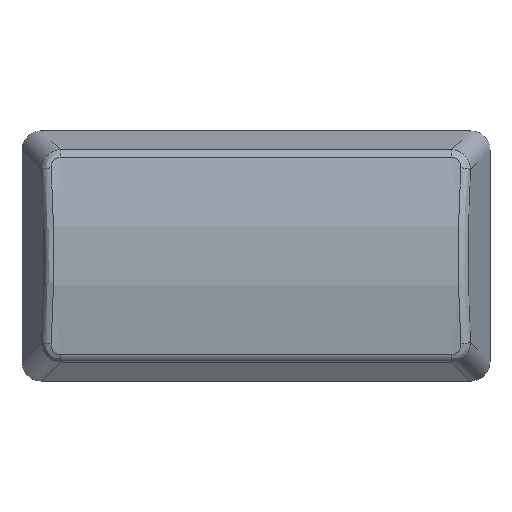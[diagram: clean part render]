
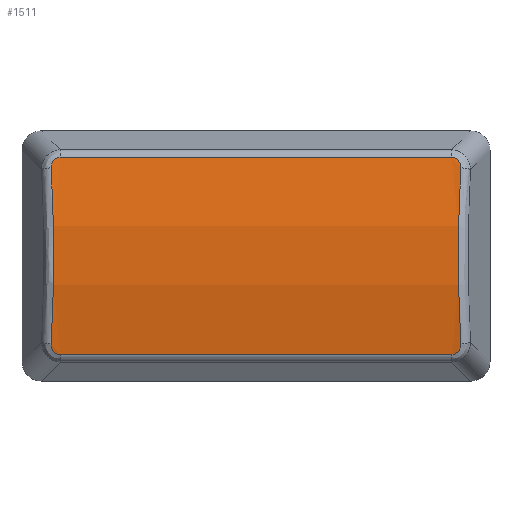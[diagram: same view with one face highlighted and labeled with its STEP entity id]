
A CAD part, top view. The second image highlights one B-rep face of the part: STEP entity #1511.
In plain terms, the highlighted free-form (B-spline) face has degree [3, 1] with [4, 2] control points.
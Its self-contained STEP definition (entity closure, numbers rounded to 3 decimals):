
#1367=CARTESIAN_POINT('',(-86.941,-219.608,1.845));
#1368=CARTESIAN_POINT('',(-61.559,-219.608,1.845));
#1369=CARTESIAN_POINT('',(-86.941,-215.536,2.718));
#1370=CARTESIAN_POINT('',(-61.559,-215.536,2.718));
#1371=CARTESIAN_POINT('',(-86.941,-211.464,2.718));
#1372=CARTESIAN_POINT('',(-61.559,-211.464,2.718));
#1373=CARTESIAN_POINT('',(-86.941,-207.392,1.845));
#1374=CARTESIAN_POINT('',(-61.559,-207.392,1.845));
#1375=B_SPLINE_SURFACE_WITH_KNOTS('',3,1,((#1367,#1368),(#1369,#1370),(#1371,#1372),(#1373,#1374)),.UNSPECIFIED.,.F.,.F.,.U.,(4,4),(2,2),(0.095,0.905),(0.147,0.853),.UNSPECIFIED.);
#1376=CARTESIAN_POINT('',(-61.562,-208.043,1.978));
#1377=VERTEX_POINT('',#1376);
#1378=CARTESIAN_POINT('',(-62.121,-207.392,1.845));
#1379=VERTEX_POINT('',#1378);
#1380=CARTESIAN_POINT('',(-61.562,-208.043,1.978));
#1381=CARTESIAN_POINT('',(-61.557,-207.962,1.962));
#1382=CARTESIAN_POINT('',(-61.565,-207.881,1.946));
#1383=CARTESIAN_POINT('',(-61.588,-207.803,1.931));
#1384=CARTESIAN_POINT('',(-61.599,-207.764,1.923));
#1385=CARTESIAN_POINT('',(-61.614,-207.727,1.915));
#1386=CARTESIAN_POINT('',(-61.632,-207.691,1.908));
#1387=CARTESIAN_POINT('',(-61.651,-207.655,1.901));
#1388=CARTESIAN_POINT('',(-61.673,-207.621,1.894));
#1389=CARTESIAN_POINT('',(-61.699,-207.59,1.887));
#1390=CARTESIAN_POINT('',(-61.749,-207.528,1.874));
#1391=CARTESIAN_POINT('',(-61.814,-207.477,1.864));
#1392=CARTESIAN_POINT('',(-61.887,-207.443,1.856));
#1393=CARTESIAN_POINT('',(-61.924,-207.426,1.853));
#1394=CARTESIAN_POINT('',(-61.962,-207.413,1.85));
#1395=CARTESIAN_POINT('',(-62.002,-207.404,1.848));
#1396=CARTESIAN_POINT('',(-62.041,-207.396,1.846));
#1397=CARTESIAN_POINT('',(-62.081,-207.392,1.845));
#1398=CARTESIAN_POINT('',(-62.121,-207.392,1.845));
#1399=B_SPLINE_CURVE_WITH_KNOTS('',3,(#1380,#1381,#1382,#1383,#1384,#1385,#1386,#1387,#1388,#1389,#1390,#1391,#1392,#1393,#1394,#1395,#1396,#1397,#1398),.UNSPECIFIED.,.F.,.F.,(4,3,3,3,3,3,4),(0.,0.,0.,0.,0.001,0.001,0.001),.UNSPECIFIED.);
#1400=EDGE_CURVE('',#1377,#1379,#1399,.T.);
#1401=ORIENTED_EDGE('',*,*,#1400,.T.);
#1402=CARTESIAN_POINT('',(-86.379,-207.392,1.845));
#1403=VERTEX_POINT('',#1402);
#1404=CARTESIAN_POINT('',(-62.121,-207.392,1.845));
#1405=DIRECTION('',(-1.,-0.,0.));
#1406=VECTOR('',#1405,24.257);
#1407=LINE('',#1404,#1406);
#1408=EDGE_CURVE('',#1379,#1403,#1407,.T.);
#1409=ORIENTED_EDGE('',*,*,#1408,.T.);
#1410=CARTESIAN_POINT('',(-86.938,-208.043,1.978));
#1411=VERTEX_POINT('',#1410);
#1412=CARTESIAN_POINT('',(-86.379,-207.392,1.845));
#1413=CARTESIAN_POINT('',(-86.46,-207.392,1.845));
#1414=CARTESIAN_POINT('',(-86.541,-207.409,1.849));
#1415=CARTESIAN_POINT('',(-86.614,-207.443,1.856));
#1416=CARTESIAN_POINT('',(-86.65,-207.46,1.86));
#1417=CARTESIAN_POINT('',(-86.685,-207.482,1.865));
#1418=CARTESIAN_POINT('',(-86.717,-207.506,1.87));
#1419=CARTESIAN_POINT('',(-86.748,-207.531,1.875));
#1420=CARTESIAN_POINT('',(-86.777,-207.559,1.881));
#1421=CARTESIAN_POINT('',(-86.802,-207.591,1.887));
#1422=CARTESIAN_POINT('',(-86.853,-207.653,1.9));
#1423=CARTESIAN_POINT('',(-86.89,-207.725,1.915));
#1424=CARTESIAN_POINT('',(-86.912,-207.803,1.931));
#1425=CARTESIAN_POINT('',(-86.935,-207.881,1.946));
#1426=CARTESIAN_POINT('',(-86.943,-207.961,1.962));
#1427=CARTESIAN_POINT('',(-86.938,-208.043,1.978));
#1428=B_SPLINE_CURVE_WITH_KNOTS('',3,(#1412,#1413,#1414,#1415,#1416,#1417,#1418,#1419,#1420,#1421,#1422,#1423,#1424,#1425,#1426,#1427),.UNSPECIFIED.,.F.,.F.,(4,3,3,3,3,4),(0.,0.,0.,0.,0.001,0.001),.UNSPECIFIED.);
#1429=EDGE_CURVE('',#1403,#1411,#1428,.T.);
#1430=ORIENTED_EDGE('',*,*,#1429,.T.);
#1431=CARTESIAN_POINT('',(-86.938,-218.957,1.978));
#1432=VERTEX_POINT('',#1431);
#1433=CARTESIAN_POINT('',(-86.938,-208.043,1.978));
#1434=CARTESIAN_POINT('',(-86.888,-208.943,2.15));
#1435=CARTESIAN_POINT('',(-86.849,-209.85,2.281));
#1436=CARTESIAN_POINT('',(-86.824,-210.762,2.369));
#1437=CARTESIAN_POINT('',(-86.798,-211.675,2.456));
#1438=CARTESIAN_POINT('',(-86.785,-212.596,2.5));
#1439=CARTESIAN_POINT('',(-86.785,-213.511,2.5));
#1440=CARTESIAN_POINT('',(-86.785,-215.34,2.499));
#1441=CARTESIAN_POINT('',(-86.837,-217.156,2.322));
#1442=CARTESIAN_POINT('',(-86.938,-218.957,1.978));
#1443=B_SPLINE_CURVE_WITH_KNOTS('',3,(#1433,#1434,#1435,#1436,#1437,#1438,#1439,#1440,#1441,#1442),.UNSPECIFIED.,.F.,.F.,(4,3,3,4),(0.,0.003,0.005,0.011),.UNSPECIFIED.);
#1444=EDGE_CURVE('',#1411,#1432,#1443,.T.);
#1445=ORIENTED_EDGE('',*,*,#1444,.T.);
#1446=CARTESIAN_POINT('',(-86.379,-219.608,1.845));
#1447=VERTEX_POINT('',#1446);
#1448=CARTESIAN_POINT('',(-86.938,-218.957,1.978));
#1449=CARTESIAN_POINT('',(-86.943,-219.039,1.962));
#1450=CARTESIAN_POINT('',(-86.935,-219.119,1.946));
#1451=CARTESIAN_POINT('',(-86.912,-219.197,1.931));
#1452=CARTESIAN_POINT('',(-86.89,-219.275,1.915));
#1453=CARTESIAN_POINT('',(-86.853,-219.347,1.9));
#1454=CARTESIAN_POINT('',(-86.802,-219.409,1.887));
#1455=CARTESIAN_POINT('',(-86.777,-219.441,1.881));
#1456=CARTESIAN_POINT('',(-86.748,-219.469,1.875));
#1457=CARTESIAN_POINT('',(-86.717,-219.494,1.87));
#1458=CARTESIAN_POINT('',(-86.685,-219.518,1.865));
#1459=CARTESIAN_POINT('',(-86.65,-219.54,1.86));
#1460=CARTESIAN_POINT('',(-86.614,-219.557,1.856));
#1461=CARTESIAN_POINT('',(-86.541,-219.591,1.849));
#1462=CARTESIAN_POINT('',(-86.46,-219.608,1.845));
#1463=CARTESIAN_POINT('',(-86.379,-219.608,1.845));
#1464=B_SPLINE_CURVE_WITH_KNOTS('',3,(#1448,#1449,#1450,#1451,#1452,#1453,#1454,#1455,#1456,#1457,#1458,#1459,#1460,#1461,#1462,#1463),.UNSPECIFIED.,.F.,.F.,(4,3,3,3,3,4),(-0.,0.,0.,0.001,0.001,0.001),.UNSPECIFIED.);
#1465=EDGE_CURVE('',#1432,#1447,#1464,.T.);
#1466=ORIENTED_EDGE('',*,*,#1465,.T.);
#1467=CARTESIAN_POINT('',(-62.121,-219.608,1.845));
#1468=VERTEX_POINT('',#1467);
#1469=CARTESIAN_POINT('',(-86.379,-219.608,1.845));
#1470=DIRECTION('',(1.,0.,-0.));
#1471=VECTOR('',#1470,24.257);
#1472=LINE('',#1469,#1471);
#1473=EDGE_CURVE('',#1447,#1468,#1472,.T.);
#1474=ORIENTED_EDGE('',*,*,#1473,.T.);
#1475=CARTESIAN_POINT('',(-61.562,-218.957,1.978));
#1476=VERTEX_POINT('',#1475);
#1477=CARTESIAN_POINT('',(-62.121,-219.608,1.845));
#1478=CARTESIAN_POINT('',(-62.04,-219.608,1.845));
#1479=CARTESIAN_POINT('',(-61.959,-219.591,1.849));
#1480=CARTESIAN_POINT('',(-61.886,-219.557,1.856));
#1481=CARTESIAN_POINT('',(-61.85,-219.54,1.86));
#1482=CARTESIAN_POINT('',(-61.815,-219.518,1.865));
#1483=CARTESIAN_POINT('',(-61.783,-219.494,1.87));
#1484=CARTESIAN_POINT('',(-61.752,-219.469,1.875));
#1485=CARTESIAN_POINT('',(-61.723,-219.441,1.881));
#1486=CARTESIAN_POINT('',(-61.698,-219.409,1.887));
#1487=CARTESIAN_POINT('',(-61.647,-219.347,1.9));
#1488=CARTESIAN_POINT('',(-61.61,-219.275,1.915));
#1489=CARTESIAN_POINT('',(-61.588,-219.197,1.931));
#1490=CARTESIAN_POINT('',(-61.565,-219.119,1.946));
#1491=CARTESIAN_POINT('',(-61.557,-219.039,1.962));
#1492=CARTESIAN_POINT('',(-61.562,-218.957,1.978));
#1493=B_SPLINE_CURVE_WITH_KNOTS('',3,(#1477,#1478,#1479,#1480,#1481,#1482,#1483,#1484,#1485,#1486,#1487,#1488,#1489,#1490,#1491,#1492),.UNSPECIFIED.,.F.,.F.,(4,3,3,3,3,4),(0.,0.,0.,0.,0.001,0.001),.UNSPECIFIED.);
#1494=EDGE_CURVE('',#1468,#1476,#1493,.T.);
#1495=ORIENTED_EDGE('',*,*,#1494,.T.);
#1496=CARTESIAN_POINT('',(-61.562,-218.957,1.978));
#1497=CARTESIAN_POINT('',(-61.663,-217.156,2.322));
#1498=CARTESIAN_POINT('',(-61.715,-215.34,2.499));
#1499=CARTESIAN_POINT('',(-61.715,-213.511,2.5));
#1500=CARTESIAN_POINT('',(-61.715,-212.596,2.5));
#1501=CARTESIAN_POINT('',(-61.702,-211.675,2.456));
#1502=CARTESIAN_POINT('',(-61.676,-210.762,2.369));
#1503=CARTESIAN_POINT('',(-61.651,-209.85,2.281));
#1504=CARTESIAN_POINT('',(-61.612,-208.943,2.15));
#1505=CARTESIAN_POINT('',(-61.562,-208.043,1.978));
#1506=B_SPLINE_CURVE_WITH_KNOTS('',3,(#1496,#1497,#1498,#1499,#1500,#1501,#1502,#1503,#1504,#1505),.UNSPECIFIED.,.F.,.F.,(4,3,3,4),(0.,0.005,0.008,0.011),.UNSPECIFIED.);
#1507=EDGE_CURVE('',#1476,#1377,#1506,.T.);
#1508=ORIENTED_EDGE('',*,*,#1507,.T.);
#1509=EDGE_LOOP('',(#1401,#1409,#1430,#1445,#1466,#1474,#1495,#1508));
#1510=FACE_BOUND('',#1509,.T.);
#1511=ADVANCED_FACE('',(#1510),#1375,.F.);
